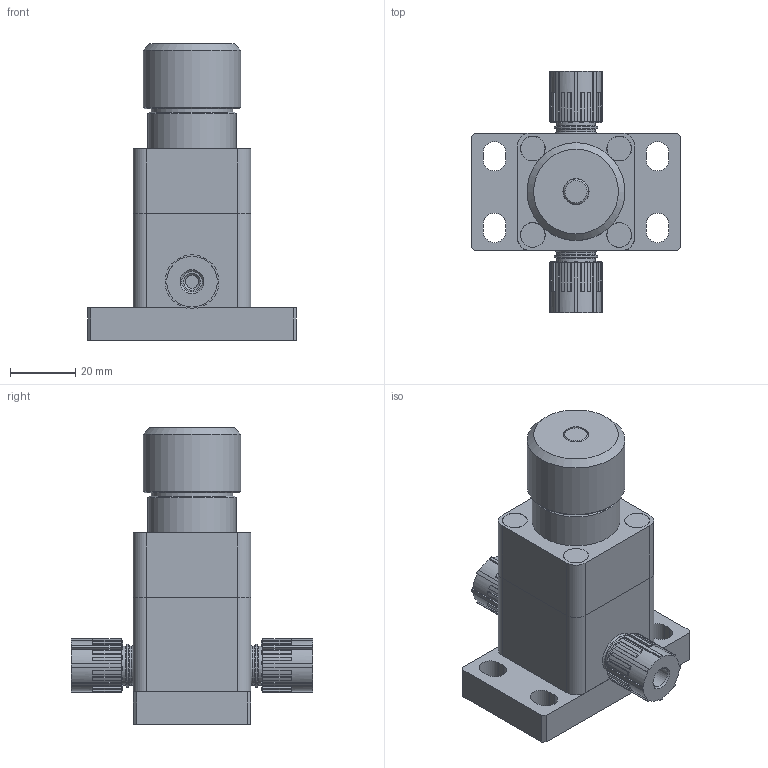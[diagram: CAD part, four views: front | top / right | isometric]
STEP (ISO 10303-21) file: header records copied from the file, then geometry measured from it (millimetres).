
FILE_DESCRIPTION(/* description */ ('1/4" 本體Pillar '),/* implementation_level */ '2;1');
FILE_NAME(/* name */ 'WLMI-F1-025(網頁用).stp',/* time_stamp */ '2022-03-11T15:59:12+08:00',/* author */ ('yuser299'),/* organization */ (''),/* preprocessor_version */ 'ST-DEVELOPER v15.6',/* originating_system */ 'Autodesk Inventor 2015',/* authorisation */ '');
FILE_SCHEMA (('AUTOMOTIVE_DESIGN { 1 0 10303 214 3 1 1 }'));
Length unit declared in the file: millimetre
Products named in the file (11): 8A 本體Pillar-業務用; 15A 底座; MI-15A-03; MI-15A-06; MI-15A-04; MI-15A-02; MI-15A-01; A4-01; 15A 塞子; 8A螺帽; WLMI-F1-025(網頁用)
Bounding box: 64 x 74 x 91 mm (x, y, z)
Volume: 100131.9 mm3; surface area: 43791.2 mm2
Topology: 18 solids, 18 shells, 674 faces, 1606 edges, 1033 vertices
Faces by surface type: plane 438, cylinder 179, cone 52, torus 5
Full cylindrical faces by diameter (mm): 2 x1, 3.5 x8, 3.9 x1, 4 x1, 5 x6, 6 x1, 6.3 x2, 6.4 x2, 7 x1, 7.5 x8, 7.6 x8, 7.8 x1, 8 x6, 8.5 x1, 10.917 x2, 12 x4, 12.5 x1, 13.3 x2, 14 x1, 14.5 x1, 15 x3, 18.5 x1, 21 x1, 21.5 x1, 25 x2, 25.5 x1, 27 x3, 30 x2, 30.6 x1
Entity records: 13450 total; most frequent: DIRECTION 2394, CARTESIAN_POINT 2266, ORIENTED_EDGE 2010, EDGE_CURVE 1005, AXIS2_PLACEMENT_3D 891, VERTEX_POINT 694, EDGE_LOOP 671, LINE 612
